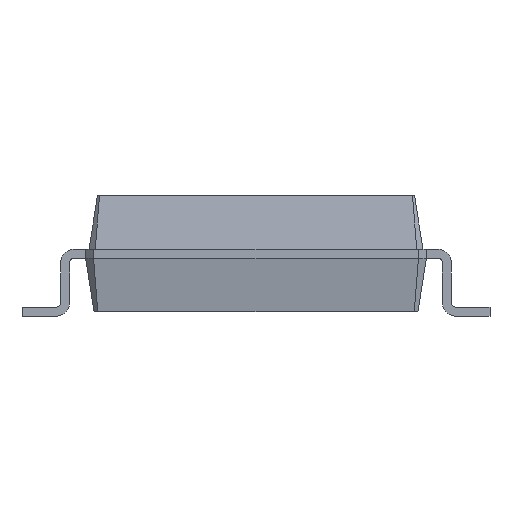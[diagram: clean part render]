
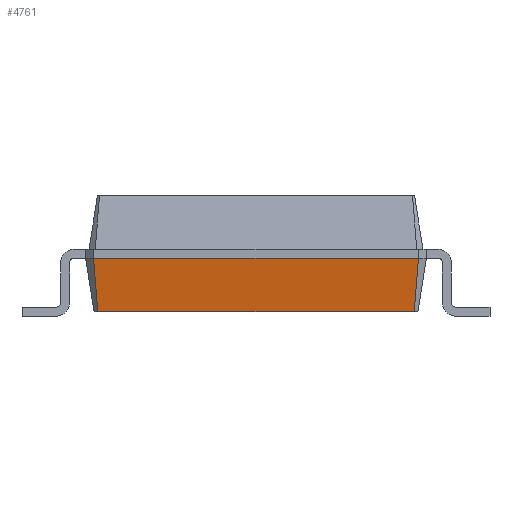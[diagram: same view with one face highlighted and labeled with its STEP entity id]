
A CAD part, front view. The second image highlights one B-rep face of the part: STEP entity #4761.
In plain terms, the highlighted free-form (B-spline) face has degree [1, 1] with [2, 2] control points.
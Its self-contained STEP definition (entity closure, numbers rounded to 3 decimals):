
#799 = PLANE('',#800);
#800 = AXIS2_PLACEMENT_3D('',#801,#802,#803);
#801 = CARTESIAN_POINT('',(-3.482,6.214,0.1));
#802 = DIRECTION('',(0.,0.,1.));
#803 = DIRECTION('',(0.489,-0.872,0.));
#826 = B_SPLINE_SURFACE_WITH_KNOTS('',1,1,(
    (#827,#828)
    ,(#829,#830
    )),.UNSPECIFIED.,.F.,.F.,.F.,(2,2),(2,2),(0.,0.247),(
    0.,1.),.PIECEWISE_BEZIER_KNOTS.);
#827 = CARTESIAN_POINT('',(3.564,-6.132,0.1));
#828 = CARTESIAN_POINT('',(3.75,-6.225,1.275));
#829 = CARTESIAN_POINT('',(3.482,-6.214,0.1));
#830 = CARTESIAN_POINT('',(3.575,-6.4,1.275));
#1849 = VERTEX_POINT('',#1850);
#1850 = CARTESIAN_POINT('',(3.482,-6.214,0.1));
#1870 = EDGE_CURVE('',#1849,#1871,#1873,.T.);
#1871 = VERTEX_POINT('',#1872);
#1872 = CARTESIAN_POINT('',(-3.482,-6.214,0.1));
#1873 = SURFACE_CURVE('',#1874,(#1878,#1885),.PCURVE_S1.);
#1874 = LINE('',#1875,#1876);
#1875 = CARTESIAN_POINT('',(3.482,-6.214,0.1));
#1876 = VECTOR('',#1877,1.);
#1877 = DIRECTION('',(-1.,0.,0.));
#1878 = PCURVE('',#799,#1879);
#1879 = DEFINITIONAL_REPRESENTATION('',(#1880),#1884);
#1880 = LINE('',#1881,#1882);
#1881 = CARTESIAN_POINT('',(14.246,0.));
#1882 = VECTOR('',#1883,1.);
#1883 = DIRECTION('',(-0.489,-0.872));
#1884 = ( GEOMETRIC_REPRESENTATION_CONTEXT(2) 
PARAMETRIC_REPRESENTATION_CONTEXT() REPRESENTATION_CONTEXT('2D SPACE',''
  ) );
#1885 = PCURVE('',#1886,#1891);
#1886 = B_SPLINE_SURFACE_WITH_KNOTS('',1,1,(
    (#1887,#1888)
    ,(#1889,#1890
  )),.UNSPECIFIED.,.F.,.F.,.F.,(2,2),(2,2),(0.,7.15),(0.,1.),
  .PIECEWISE_BEZIER_KNOTS.);
#1887 = CARTESIAN_POINT('',(3.482,-6.214,0.1));
#1888 = CARTESIAN_POINT('',(3.575,-6.4,1.275));
#1889 = CARTESIAN_POINT('',(-3.482,-6.214,0.1));
#1890 = CARTESIAN_POINT('',(-3.575,-6.4,1.275));
#1891 = DEFINITIONAL_REPRESENTATION('',(#1892),#1895);
#1892 = B_SPLINE_CURVE_WITH_KNOTS('',1,(#1893,#1894),.UNSPECIFIED.,.F.,
  .F.,(2,2),(0.,6.964),.PIECEWISE_BEZIER_KNOTS.);
#1893 = CARTESIAN_POINT('',(0.,0.));
#1894 = CARTESIAN_POINT('',(7.15,0.));
#1895 = ( GEOMETRIC_REPRESENTATION_CONTEXT(2) 
PARAMETRIC_REPRESENTATION_CONTEXT() REPRESENTATION_CONTEXT('2D SPACE',''
  ) );
#1913 = B_SPLINE_SURFACE_WITH_KNOTS('',1,1,(
    (#1914,#1915)
    ,(#1916,#1917
    )),.UNSPECIFIED.,.F.,.F.,.F.,(2,2),(2,2),(0.,0.247),(
    0.,1.),.PIECEWISE_BEZIER_KNOTS.);
#1914 = CARTESIAN_POINT('',(-3.482,-6.214,0.1));
#1915 = CARTESIAN_POINT('',(-3.575,-6.4,1.275));
#1916 = CARTESIAN_POINT('',(-3.564,-6.132,0.1));
#1917 = CARTESIAN_POINT('',(-3.75,-6.225,1.275));
#2033 = EDGE_CURVE('',#1849,#2034,#2036,.T.);
#2034 = VERTEX_POINT('',#2035);
#2035 = CARTESIAN_POINT('',(3.575,-6.4,1.275));
#2036 = SURFACE_CURVE('',#2037,(#2040,#2047),.PCURVE_S1.);
#2037 = B_SPLINE_CURVE_WITH_KNOTS('',1,(#2038,#2039),.UNSPECIFIED.,.F.,
  .F.,(2,2),(0.,1.),.PIECEWISE_BEZIER_KNOTS.);
#2038 = CARTESIAN_POINT('',(3.482,-6.214,0.1));
#2039 = CARTESIAN_POINT('',(3.575,-6.4,1.275));
#2040 = PCURVE('',#826,#2041);
#2041 = DEFINITIONAL_REPRESENTATION('',(#2042),#2046);
#2042 = LINE('',#2043,#2044);
#2043 = CARTESIAN_POINT('',(0.247,0.));
#2044 = VECTOR('',#2045,1.);
#2045 = DIRECTION('',(0.,1.));
#2046 = ( GEOMETRIC_REPRESENTATION_CONTEXT(2) 
PARAMETRIC_REPRESENTATION_CONTEXT() REPRESENTATION_CONTEXT('2D SPACE',''
  ) );
#2047 = PCURVE('',#1886,#2048);
#2048 = DEFINITIONAL_REPRESENTATION('',(#2049),#2053);
#2049 = LINE('',#2050,#2051);
#2050 = CARTESIAN_POINT('',(0.,0.));
#2051 = VECTOR('',#2052,1.);
#2052 = DIRECTION('',(0.,1.));
#2053 = ( GEOMETRIC_REPRESENTATION_CONTEXT(2) 
PARAMETRIC_REPRESENTATION_CONTEXT() REPRESENTATION_CONTEXT('2D SPACE',''
  ) );
#4761 = ADVANCED_FACE('',(#4762),#1886,.F.);
#4762 = FACE_BOUND('',#4763,.F.);
#4763 = EDGE_LOOP('',(#4764,#4765,#4787,#4813));
#4764 = ORIENTED_EDGE('',*,*,#1870,.T.);
#4765 = ORIENTED_EDGE('',*,*,#4766,.T.);
#4766 = EDGE_CURVE('',#1871,#4767,#4769,.T.);
#4767 = VERTEX_POINT('',#4768);
#4768 = CARTESIAN_POINT('',(-3.575,-6.4,1.275));
#4769 = SURFACE_CURVE('',#4770,(#4773,#4780),.PCURVE_S1.);
#4770 = B_SPLINE_CURVE_WITH_KNOTS('',1,(#4771,#4772),.UNSPECIFIED.,.F.,
  .F.,(2,2),(0.,1.),.PIECEWISE_BEZIER_KNOTS.);
#4771 = CARTESIAN_POINT('',(-3.482,-6.214,0.1));
#4772 = CARTESIAN_POINT('',(-3.575,-6.4,1.275));
#4773 = PCURVE('',#1886,#4774);
#4774 = DEFINITIONAL_REPRESENTATION('',(#4775),#4779);
#4775 = LINE('',#4776,#4777);
#4776 = CARTESIAN_POINT('',(7.15,0.));
#4777 = VECTOR('',#4778,1.);
#4778 = DIRECTION('',(0.,1.));
#4779 = ( GEOMETRIC_REPRESENTATION_CONTEXT(2) 
PARAMETRIC_REPRESENTATION_CONTEXT() REPRESENTATION_CONTEXT('2D SPACE',''
  ) );
#4780 = PCURVE('',#1913,#4781);
#4781 = DEFINITIONAL_REPRESENTATION('',(#4782),#4786);
#4782 = LINE('',#4783,#4784);
#4783 = CARTESIAN_POINT('',(0.,0.));
#4784 = VECTOR('',#4785,1.);
#4785 = DIRECTION('',(0.,1.));
#4786 = ( GEOMETRIC_REPRESENTATION_CONTEXT(2) 
PARAMETRIC_REPRESENTATION_CONTEXT() REPRESENTATION_CONTEXT('2D SPACE',''
  ) );
#4787 = ORIENTED_EDGE('',*,*,#4788,.F.);
#4788 = EDGE_CURVE('',#2034,#4767,#4789,.T.);
#4789 = SURFACE_CURVE('',#4790,(#4794,#4801),.PCURVE_S1.);
#4790 = LINE('',#4791,#4792);
#4791 = CARTESIAN_POINT('',(3.575,-6.4,1.275));
#4792 = VECTOR('',#4793,1.);
#4793 = DIRECTION('',(-1.,0.,0.));
#4794 = PCURVE('',#1886,#4795);
#4795 = DEFINITIONAL_REPRESENTATION('',(#4796),#4800);
#4796 = LINE('',#4797,#4798);
#4797 = CARTESIAN_POINT('',(0.,1.));
#4798 = VECTOR('',#4799,1.);
#4799 = DIRECTION('',(1.,0.));
#4800 = ( GEOMETRIC_REPRESENTATION_CONTEXT(2) 
PARAMETRIC_REPRESENTATION_CONTEXT() REPRESENTATION_CONTEXT('2D SPACE',''
  ) );
#4801 = PCURVE('',#4802,#4807);
#4802 = PLANE('',#4803);
#4803 = AXIS2_PLACEMENT_3D('',#4804,#4805,#4806);
#4804 = CARTESIAN_POINT('',(3.575,-6.4,1.475));
#4805 = DIRECTION('',(0.,1.,0.));
#4806 = DIRECTION('',(-1.,0.,0.));
#4807 = DEFINITIONAL_REPRESENTATION('',(#4808),#4812);
#4808 = LINE('',#4809,#4810);
#4809 = CARTESIAN_POINT('',(0.,-0.2));
#4810 = VECTOR('',#4811,1.);
#4811 = DIRECTION('',(1.,0.));
#4812 = ( GEOMETRIC_REPRESENTATION_CONTEXT(2) 
PARAMETRIC_REPRESENTATION_CONTEXT() REPRESENTATION_CONTEXT('2D SPACE',''
  ) );
#4813 = ORIENTED_EDGE('',*,*,#2033,.F.);
